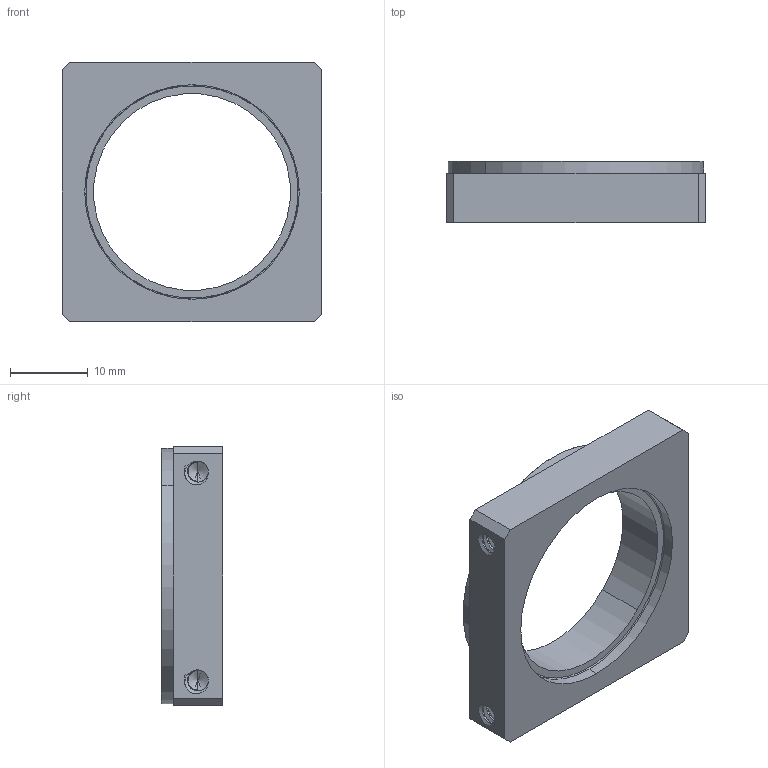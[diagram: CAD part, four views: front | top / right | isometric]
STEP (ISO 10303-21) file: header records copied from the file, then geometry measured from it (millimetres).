
FILE_DESCRIPTION (( 'STEP AP203' ), '1' );
FILE_NAME ('535178 assembly.STEP', '2016-10-10T14:24:51', ( '' ), ( '' ), 'SwSTEP 2.0', 'SolidWorks 2014', '' );
FILE_SCHEMA (( 'CONFIG_CONTROL_DESIGN' ));
Length unit declared in the file: inch
Products named in the file (3): 535178 assembly; 535051; 535178
Assembly tree (2 placements, depth 2):
  535178 assembly
    535178
    535051
Bounding box: 33.53 x 7.87 x 33.53 mm (x, y, z)
Volume: 3566.7 mm3; surface area: 5813.7 mm2
Topology: 2 solids, 2 shells, 224 faces, 790 edges, 506 vertices
Faces by surface type: cylinder 120, sphere 60, cone 18, plane 18, bspline 8
Entity records: 13969 total; most frequent: CARTESIAN_POINT 8471, ORIENTED_EDGE 1256, DIRECTION 862, EDGE_CURVE 628, VERTEX_POINT 416, AXIS2_PLACEMENT_3D 353, EDGE_LOOP 296, FACE_OUTER_BOUND 224
